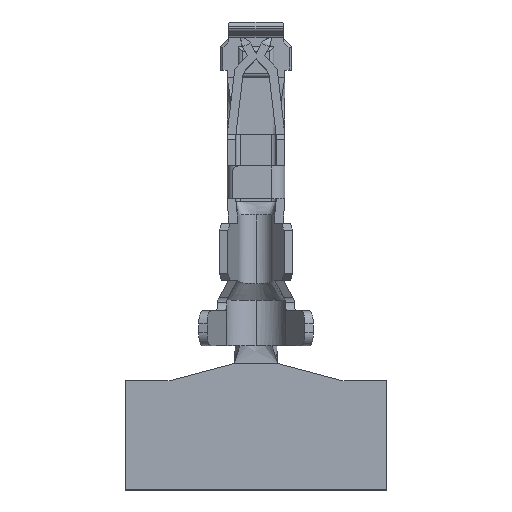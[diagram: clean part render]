
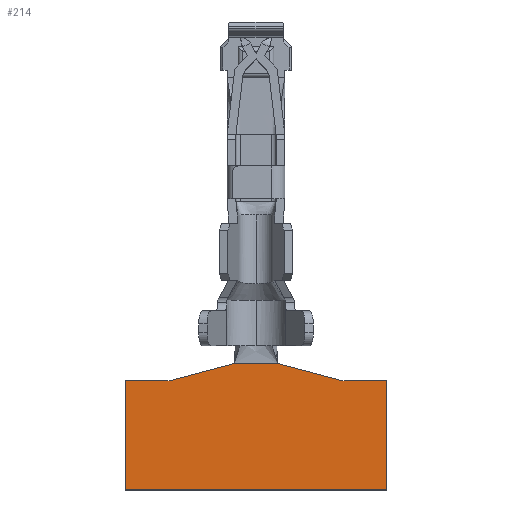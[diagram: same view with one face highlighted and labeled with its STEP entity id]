
A CAD part, top view. The second image highlights one B-rep face of the part: STEP entity #214.
In plain terms, the highlighted planar face has unit normal (0, 0, 1).
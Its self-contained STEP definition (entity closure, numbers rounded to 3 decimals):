
#214=ADVANCED_FACE('',(#554),#555,.T.);
#554=FACE_OUTER_BOUND('',#1704,.T.);
#555=PLANE('',#1705);
#1704=EDGE_LOOP('',(#3076,#3077,#3078,#3079,#3080,#3081,#3082,#3083));
#1705=AXIS2_PLACEMENT_3D('',#3084,#3085,#3086);
#3076=ORIENTED_EDGE('',*,*,#3561,.T.);
#3077=ORIENTED_EDGE('',*,*,#3562,.T.);
#3078=ORIENTED_EDGE('',*,*,#3140,.F.);
#3079=ORIENTED_EDGE('',*,*,#3560,.T.);
#3080=ORIENTED_EDGE('',*,*,#3558,.T.);
#3081=ORIENTED_EDGE('',*,*,#3556,.T.);
#3082=ORIENTED_EDGE('',*,*,#3554,.T.);
#3083=ORIENTED_EDGE('',*,*,#3552,.T.);
#3084=CARTESIAN_POINT('',(0.0,-9.47,-0.05));
#3085=DIRECTION('',(0.0,0.0,1.0));
#3086=DIRECTION('',(1.0,0.0,0.0));
#3140=EDGE_CURVE('',#3639,#3633,#3640,.T.);
#3552=EDGE_CURVE('',#4302,#4300,#4303,.T.);
#3554=EDGE_CURVE('',#4305,#4302,#4306,.T.);
#3556=EDGE_CURVE('',#4308,#4305,#4309,.T.);
#3558=EDGE_CURVE('',#4311,#4308,#4312,.T.);
#3560=EDGE_CURVE('',#3639,#4311,#4314,.T.);
#3561=EDGE_CURVE('',#4300,#4315,#4316,.T.);
#3562=EDGE_CURVE('',#4315,#3633,#4317,.T.);
#3633=VERTEX_POINT('',#4489);
#3639=VERTEX_POINT('',#4499);
#3640=LINE('',#4500,#4501);
#4300=VERTEX_POINT('',#5789);
#4302=VERTEX_POINT('',#5792);
#4303=LINE('',#5793,#5794);
#4305=VERTEX_POINT('',#5797);
#4306=LINE('',#5798,#5799);
#4308=VERTEX_POINT('',#5802);
#4309=LINE('',#5803,#5804);
#4311=VERTEX_POINT('',#5807);
#4312=LINE('',#5808,#5809);
#4314=LINE('',#5812,#5813);
#4315=VERTEX_POINT('',#5814);
#4316=LINE('',#5815,#5816);
#4317=LINE('',#5817,#5818);
#4489=CARTESIAN_POINT('',(0.5,-7.82,-0.05));
#4499=CARTESIAN_POINT('',(-0.5,-7.82,-0.05));
#4500=CARTESIAN_POINT('',(-0.5,-7.82,-0.05));
#4501=VECTOR('',#5869,1.0);
#5789=CARTESIAN_POINT('',(3.0,-8.22,-0.05));
#5792=CARTESIAN_POINT('',(3.0,-10.72,-0.05));
#5793=CARTESIAN_POINT('',(3.0,-10.72,-0.05));
#5794=VECTOR('',#6325,2.5);
#5797=CARTESIAN_POINT('',(-3.0,-10.72,-0.05));
#5798=CARTESIAN_POINT('',(-3.0,-10.72,-0.05));
#5799=VECTOR('',#6327,6.0);
#5802=CARTESIAN_POINT('',(-3.0,-8.22,-0.05));
#5803=CARTESIAN_POINT('',(-3.0,-8.22,-0.05));
#5804=VECTOR('',#6329,2.5);
#5807=CARTESIAN_POINT('',(-1.993,-8.22,-0.05));
#5808=CARTESIAN_POINT('',(-1.993,-8.22,-0.05));
#5809=VECTOR('',#6331,1.007);
#5812=CARTESIAN_POINT('',(-0.5,-7.82,-0.05));
#5813=VECTOR('',#6333,1.545);
#5814=CARTESIAN_POINT('',(1.993,-8.22,-0.05));
#5815=CARTESIAN_POINT('',(3.0,-8.22,-0.05));
#5816=VECTOR('',#6334,1.007);
#5817=CARTESIAN_POINT('',(1.993,-8.22,-0.05));
#5818=VECTOR('',#6335,1.545);
#5869=DIRECTION('',(1.0,0.0,0.0));
#6325=DIRECTION('',(0.0,1.0,0.0));
#6327=DIRECTION('',(1.0,0.0,0.0));
#6329=DIRECTION('',(0.0,-1.0,0.0));
#6331=DIRECTION('',(-1.0,0.0,0.0));
#6333=DIRECTION('',(-0.966,-0.259,0.0));
#6334=DIRECTION('',(-1.0,0.0,0.0));
#6335=DIRECTION('',(-0.966,0.259,0.0));
